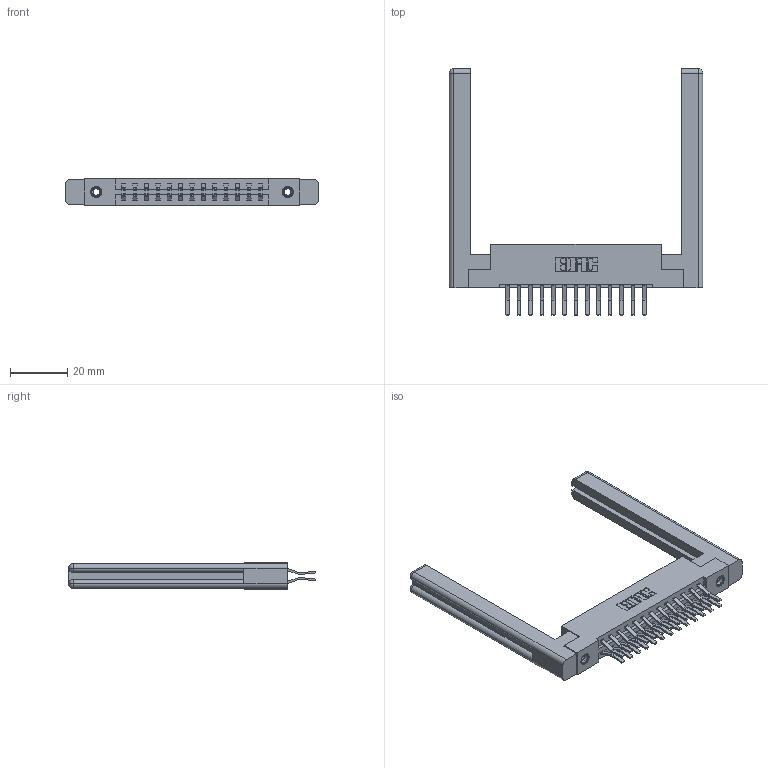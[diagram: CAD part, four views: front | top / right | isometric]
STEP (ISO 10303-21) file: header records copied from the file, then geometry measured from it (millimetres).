
FILE_DESCRIPTION (( 'STEP AP203' ), '1' );
FILE_NAME ('337-026-560-258.STEP', '2019-10-08T16:38:54', ( '' ), ( '' ), 'SwSTEP 2.0', 'SolidWorks 2016', '' );
FILE_SCHEMA (( 'CONFIG_CONTROL_DESIGN' ));
Length unit declared in the file: inch
Products named in the file (5): 345-292-001_560 Tail; 307-220-058; 345-250-001_345-250-001-102; 337-026-560-258; 337 Part_Flush Mounting Lugs - 0.156 Dia-TI
Assembly tree (31 placements, depth 2):
  337-026-560-258
    337 Part_Flush Mounting Lugs - 0.156 Dia-TI
    345-292-001_560 Tail  x26
    345-250-001_345-250-001-102  x2
    307-220-058  x2
Bounding box: 88.14 x 85.87 x 9.4 mm (x, y, z)
Volume: 16215.4 mm3; surface area: 15515.4 mm2
Topology: 31 solids, 31 shells, 1712 faces, 5007 edges, 3290 vertices
Faces by surface type: plane 1142, cylinder 546, cone 12, torus 12
Entity records: 16552 total; most frequent: CARTESIAN_POINT 2821, ORIENTED_EDGE 2696, DIRECTION 2472, EDGE_CURVE 1348, VECTOR 1168, LINE 1168, VERTEX_POINT 890, AXIS2_PLACEMENT_3D 652
